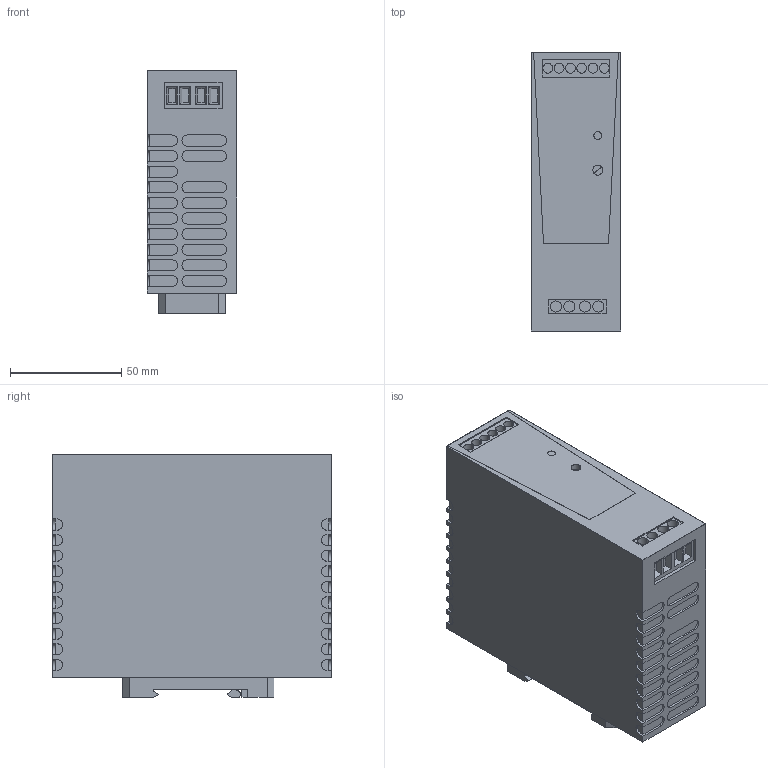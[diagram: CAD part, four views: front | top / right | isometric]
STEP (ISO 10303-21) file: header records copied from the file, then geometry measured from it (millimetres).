
FILE_DESCRIPTION(('CATIA V5 STEP Exchange','CAx-IF Rec.Pracs.--- Model Styling and Organization---1.4--- 2014-01-23'),'2;1');
FILE_NAME ('6535230_4_1469530000_S3D_PRO_ECO3_120W_24V_5A.stp','2019-06-13T12:27:13+00:00',('none'),('Weidmueller'),'CATIA Version 5-6 Release 2016 SP3 HF44','CATIA V5 STEP AP214','none');
FILE_SCHEMA(('AUTOMOTIVE_DESIGN { 1 0 10303 214 1 1 1 1 }'));
Length unit declared in the file: millimetre
Products named in the file (1): 1469530000
Bounding box: 40 x 125 x 109.17 mm (x, y, z)
Volume: 508793.8 mm3; surface area: 66307.1 mm2
Topology: 8 solids, 8 shells, 402 faces, 1036 edges, 690 vertices
Faces by surface type: plane 292, cylinder 110
Entity records: 11489 total; most frequent: ORIENTED_EDGE 2072, CARTESIAN_POINT 1939, DIRECTION 1460, EDGE_CURVE 1036, VECTOR 814, LINE 814, VERTEX_POINT 690, EDGE_LOOP 454
